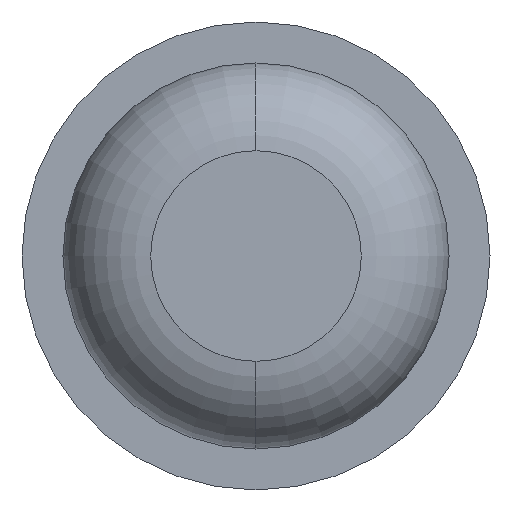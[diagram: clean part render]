
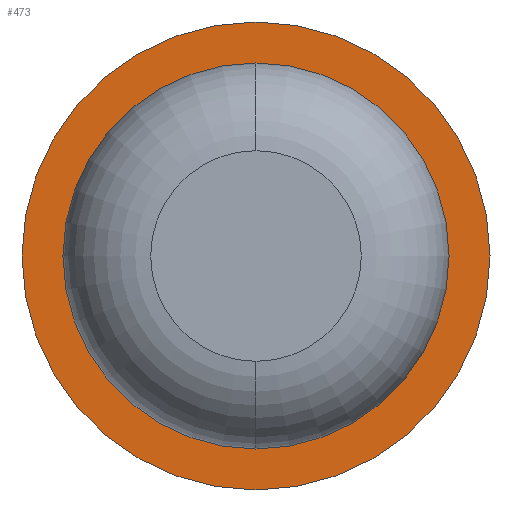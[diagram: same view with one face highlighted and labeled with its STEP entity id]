
A CAD part, front view. The second image highlights one B-rep face of the part: STEP entity #473.
In plain terms, the highlighted planar face has unit normal (0, -1, 0).
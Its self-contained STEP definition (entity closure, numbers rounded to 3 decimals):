
#109 = EDGE_LOOP ( 'NONE', ( #133, #3054 ) ) ;
#133 = ORIENTED_EDGE ( 'NONE', *, *, #1274, .T. ) ;
#338 = ORIENTED_EDGE ( 'NONE', *, *, #2202, .F. ) ;
#412 = CARTESIAN_POINT ( 'NONE',  ( 0., -9., -0.825 ) ) ;
#473 = ADVANCED_FACE ( 'Defeature ausgef�hrt1_4', ( #3417, #1320 ), #3645, .F. ) ;
#628 = EDGE_CURVE ( 'Defeature ausgef�hrt1_5+Defeature ausgef�hrt1_4+Defeature ausgef�hrt1_4+Defeature ausgef�hrt1_4', #1362, #2557, #3553, .T. ) ;
#637 = DIRECTION ( 'NONE',  ( -1., 0., 0. ) ) ;
#806 = CARTESIAN_POINT ( 'NONE',  ( 1., -9., 0. ) ) ;
#852 = DIRECTION ( 'NONE',  ( 0., 1., 0. ) ) ;
#965 = AXIS2_PLACEMENT_3D ( 'NONE', #2852, #2866, #637 ) ;
#1040 = DIRECTION ( 'NONE',  ( -1., 0., 0. ) ) ;
#1148 = VERTEX_POINT ( 'NONE', #3850 ) ;
#1192 = CARTESIAN_POINT ( 'NONE',  ( 0., -9., 0. ) ) ;
#1274 = EDGE_CURVE ( 'Defeature ausgef�hrt1_4+Defeature ausgef�hrt1_0+Defeature ausgef�hrt1_0+Defeature ausgef�hrt1_0', #1148, #2697, #4021, .T. ) ;
#1320 = FACE_BOUND ( 'NONE', #109, .T. ) ;
#1335 = CARTESIAN_POINT ( 'NONE',  ( 0., -9., 0. ) ) ;
#1362 = VERTEX_POINT ( 'NONE', #806 ) ;
#1415 = EDGE_CURVE ( 'Defeature ausgef�hrt1_4+Defeature ausgef�hrt1_0+Defeature ausgef�hrt1_0+Defeature ausgef�hrt1_0', #2697, #1148, #3570, .T. ) ;
#1450 = CARTESIAN_POINT ( 'NONE',  ( 0., -9., 0. ) ) ;
#1825 = ORIENTED_EDGE ( 'NONE', *, *, #628, .F. ) ;
#1969 = AXIS2_PLACEMENT_3D ( 'NONE', #1450, #3676, #2120 ) ;
#2054 = DIRECTION ( 'NONE',  ( -1., 0., 0. ) ) ;
#2120 = DIRECTION ( 'NONE',  ( -1., 0., 0. ) ) ;
#2163 = DIRECTION ( 'NONE',  ( 0., 1., 0. ) ) ;
#2202 = EDGE_CURVE ( 'Defeature ausgef�hrt1_5+Defeature ausgef�hrt1_4+Defeature ausgef�hrt1_4+Defeature ausgef�hrt1_4', #2557, #1362, #2428, .T. ) ;
#2231 = AXIS2_PLACEMENT_3D ( 'NONE', #1192, #2163, #3130 ) ;
#2428 = CIRCLE ( 'NONE', #965, 1. ) ;
#2429 = AXIS2_PLACEMENT_3D ( 'NONE', #1335, #2615, #1040 ) ;
#2509 = CARTESIAN_POINT ( 'NONE',  ( -1., -9., 0. ) ) ;
#2557 = VERTEX_POINT ( 'NONE', #2509 ) ;
#2615 = DIRECTION ( 'NONE',  ( 0., 1., 0. ) ) ;
#2697 = VERTEX_POINT ( 'NONE', #412 ) ;
#2852 = CARTESIAN_POINT ( 'NONE',  ( 0., -9., 0. ) ) ;
#2866 = DIRECTION ( 'NONE',  ( 0., 1., 0. ) ) ;
#3054 = ORIENTED_EDGE ( 'NONE', *, *, #1415, .T. ) ;
#3130 = DIRECTION ( 'NONE',  ( -1., 0., 0. ) ) ;
#3294 = EDGE_LOOP ( 'NONE', ( #338, #1825 ) ) ;
#3417 = FACE_OUTER_BOUND ( 'NONE', #3294, .T. ) ;
#3553 = CIRCLE ( 'NONE', #2429, 1. ) ;
#3570 = CIRCLE ( 'NONE', #2231, 0.825 ) ;
#3645 = PLANE ( 'NONE',  #4041 ) ;
#3676 = DIRECTION ( 'NONE',  ( 0., 1., 0. ) ) ;
#3678 = CARTESIAN_POINT ( 'NONE',  ( 0.825, -9., 0. ) ) ;
#3850 = CARTESIAN_POINT ( 'NONE',  ( 0., -9., 0.825 ) ) ;
#4021 = CIRCLE ( 'NONE', #1969, 0.825 ) ;
#4041 = AXIS2_PLACEMENT_3D ( 'NONE', #3678, #852, #2054 ) ;
